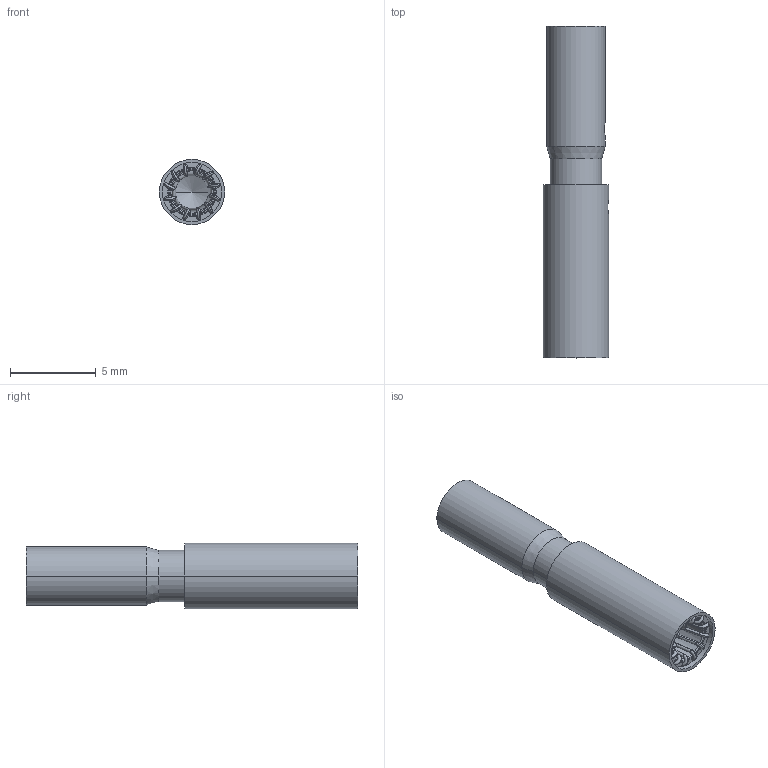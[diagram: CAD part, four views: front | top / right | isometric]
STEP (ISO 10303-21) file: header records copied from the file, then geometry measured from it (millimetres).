
FILE_DESCRIPTION((''),'2;1');
FILE_NAME('SC000014_ASM','2019-10-16T',('Blink.Zhou'),(''),'PRO/ENGINEER BY PARAMETRIC TECHNOLOGY CORPORATION, 2012230','PRO/ENGINEER BY PARAMETRIC TECHNOLOGY CORPORATION, 2012230','');
FILE_SCHEMA(('CONFIG_CONTROL_DESIGN'));
Length unit declared in the file: millimetre
Products named in the file (1): SC000014_ASM
Bounding box: 3.8 x 19.35 x 3.8 mm (x, y, z)
Volume: 119.6 mm3; surface area: 411.8 mm2
Topology: 1 solids, 1 shells, 110 faces, 319 edges, 198 vertices
Faces by surface type: torus 54, cylinder 42, cone 8, plane 6
Entity records: 4504 total; most frequent: CARTESIAN_POINT 1582, ORIENTED_EDGE 630, DIRECTION 577, EDGE_CURVE 315, AXIS2_PLACEMENT_3D 262, VERTEX_POINT 198, EDGE_LOOP 153, CIRCLE 152
